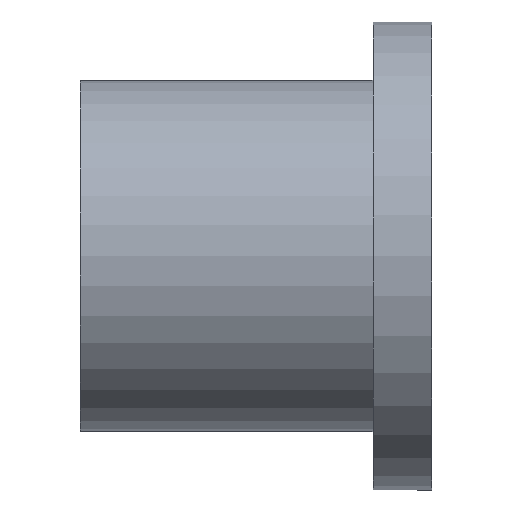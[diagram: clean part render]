
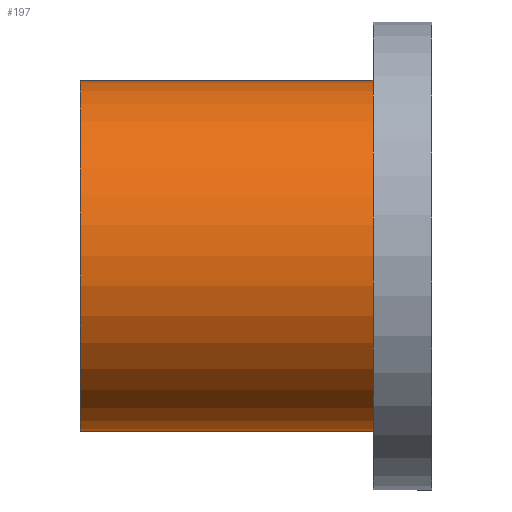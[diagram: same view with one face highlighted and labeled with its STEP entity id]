
A CAD part, top view. The second image highlights one B-rep face of the part: STEP entity #197.
In plain terms, the highlighted cylindrical face has radius 3.804 mm (diameter 7.609 mm), a partial arc.
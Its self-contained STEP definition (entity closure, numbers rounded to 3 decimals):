
#2 = CARTESIAN_POINT ( 'NONE',  ( -22.387, 0., 0. ) ) ;
#3 = ORIENTED_EDGE ( 'NONE', *, *, #105, .F. ) ;
#10 = EDGE_CURVE ( 'NONE', #191, #272, #275, .T. ) ;
#13 = FACE_OUTER_BOUND ( 'NONE', #259, .T. ) ;
#30 = DIRECTION ( 'NONE',  ( 0., 1., 0. ) ) ;
#38 = DIRECTION ( 'NONE',  ( 1., 0., 0. ) ) ;
#41 = ORIENTED_EDGE ( 'NONE', *, *, #226, .F. ) ;
#70 = DIRECTION ( 'NONE',  ( 1., 0., 0. ) ) ;
#76 = ORIENTED_EDGE ( 'NONE', *, *, #10, .F. ) ;
#105 = EDGE_CURVE ( 'NONE', #168, #148, #127, .T. ) ;
#126 = LINE ( 'NONE', #186, #179 ) ;
#127 = CIRCLE ( 'NONE', #192, 3.804 ) ;
#136 = CARTESIAN_POINT ( 'NONE',  ( -16.046, 3.804, 0. ) ) ;
#139 = CARTESIAN_POINT ( 'NONE',  ( -22.387, 3.804, 0. ) ) ;
#141 = LINE ( 'NONE', #229, #296 ) ;
#147 = AXIS2_PLACEMENT_3D ( 'NONE', #227, #70, #173 ) ;
#148 = VERTEX_POINT ( 'NONE', #139 ) ;
#168 = VERTEX_POINT ( 'NONE', #261 ) ;
#173 = DIRECTION ( 'NONE',  ( 0., 1., 0. ) ) ;
#174 = DIRECTION ( 'NONE',  ( -1., 0., 0. ) ) ;
#179 = VECTOR ( 'NONE', #38, 1000. ) ;
#180 = DIRECTION ( 'NONE',  ( 1., 0., 0. ) ) ;
#186 = CARTESIAN_POINT ( 'NONE',  ( -22.387, -3.804, 0. ) ) ;
#191 = VERTEX_POINT ( 'NONE', #136 ) ;
#192 = AXIS2_PLACEMENT_3D ( 'NONE', #303, #174, #198 ) ;
#197 = ADVANCED_FACE ( 'NONE', ( #13 ), #308, .T. ) ;
#198 = DIRECTION ( 'NONE',  ( 0., 1., 0. ) ) ;
#199 = DIRECTION ( 'NONE',  ( 1., 0., 0. ) ) ;
#200 = AXIS2_PLACEMENT_3D ( 'NONE', #2, #180, #30 ) ;
#226 = EDGE_CURVE ( 'NONE', #148, #191, #141, .T. ) ;
#227 = CARTESIAN_POINT ( 'NONE',  ( -16.046, 0., 0. ) ) ;
#229 = CARTESIAN_POINT ( 'NONE',  ( -22.387, 3.804, 0. ) ) ;
#259 = EDGE_LOOP ( 'NONE', ( #3, #287, #76, #41 ) ) ;
#261 = CARTESIAN_POINT ( 'NONE',  ( -22.387, -3.804, 0. ) ) ;
#272 = VERTEX_POINT ( 'NONE', #293 ) ;
#275 = CIRCLE ( 'NONE', #147, 3.804 ) ;
#287 = ORIENTED_EDGE ( 'NONE', *, *, #322, .T. ) ;
#293 = CARTESIAN_POINT ( 'NONE',  ( -16.046, -3.804, 0. ) ) ;
#296 = VECTOR ( 'NONE', #199, 1000. ) ;
#303 = CARTESIAN_POINT ( 'NONE',  ( -22.387, 0., 0. ) ) ;
#308 = CYLINDRICAL_SURFACE ( 'NONE', #200, 3.804 ) ;
#322 = EDGE_CURVE ( 'NONE', #168, #272, #126, .T. ) ;
